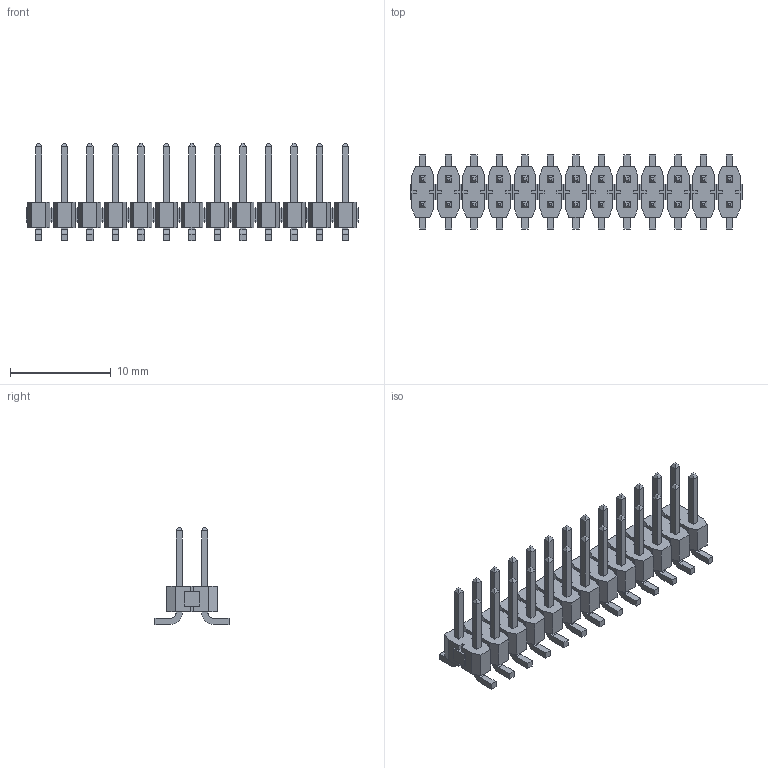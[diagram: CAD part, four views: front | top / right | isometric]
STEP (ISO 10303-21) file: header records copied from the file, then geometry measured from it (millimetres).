
FILE_DESCRIPTION (( 'STEP AP214' ), '1' );
FILE_NAME ('TSM-113-01-G-DV.STEP', '2021-03-11T11:17:54', ( '' ), ( '' ), 'SwSTEP 2.0', 'SolidWorks 2018', '' );
FILE_SCHEMA (( 'AUTOMOTIVE_DESIGN' ));
Length unit declared in the file: millimetre
Products named in the file (1): TSM-113-01-G-DV
Bounding box: 33.02 x 7.37 x 9.65 mm (x, y, z)
Volume: 437.7 mm3; surface area: 1331.5 mm2
Topology: 13 solids, 13 shells, 910 faces, 2392 edges, 1560 vertices
Faces by surface type: plane 858, cylinder 52
Entity records: 37560 total; most frequent: CARTESIAN_POINT 4863, ORIENTED_EDGE 4784, DIRECTION 4318, EDGE_CURVE 2392, LINE 2288, VECTOR 2288, VERTEX_POINT 1560, AXIS2_PLACEMENT_3D 1015
